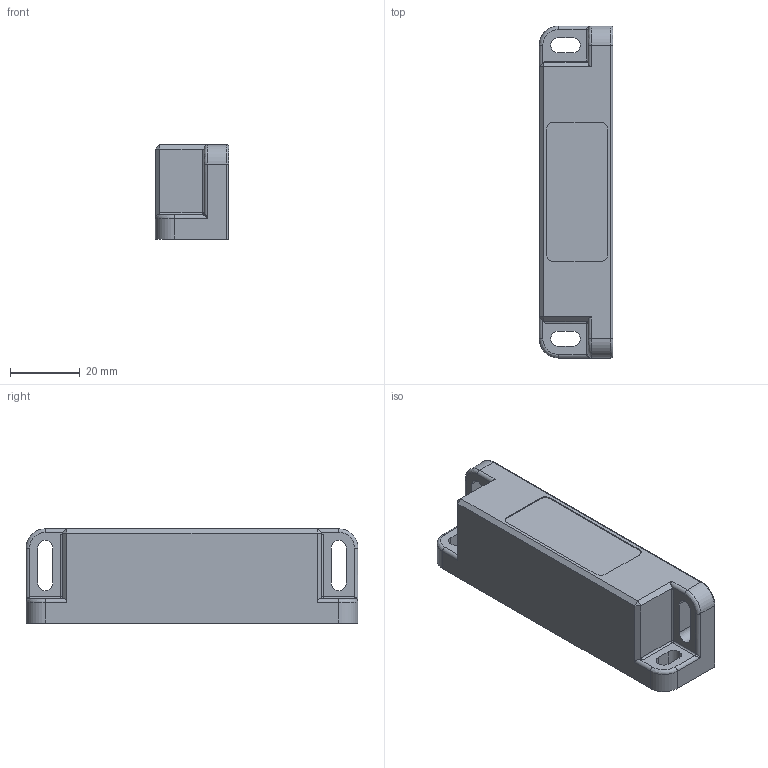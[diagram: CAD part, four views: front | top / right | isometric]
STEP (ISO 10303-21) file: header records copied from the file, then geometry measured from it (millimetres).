
FILE_DESCRIPTION (( 'STEP AP214' ), '1' );
FILE_NAME ('117-PSA-Actuator.STEP', '2020-12-09T12:50:50', ( '' ), ( '' ), 'SwSTEP 2.0', 'SolidWorks 2019', '' );
FILE_SCHEMA (( 'AUTOMOTIVE_DESIGN' ));
Length unit declared in the file: inch
Products named in the file (1): 117-PSA-Actuator
Bounding box: 21 x 95 x 27 mm (x, y, z)
Volume: 19032 mm3; surface area: 17525 mm2
Topology: 1 solids, 2 shells, 405 faces, 1097 edges, 682 vertices
Faces by surface type: plane 214, cylinder 98, bspline 89, cone 4
Entity records: 16055 total; most frequent: CARTESIAN_POINT 6428, ORIENTED_EDGE 2154, DIRECTION 1725, EDGE_CURVE 1077, VECTOR 743, LINE 743, VERTEX_POINT 682, AXIS2_PLACEMENT_3D 491
